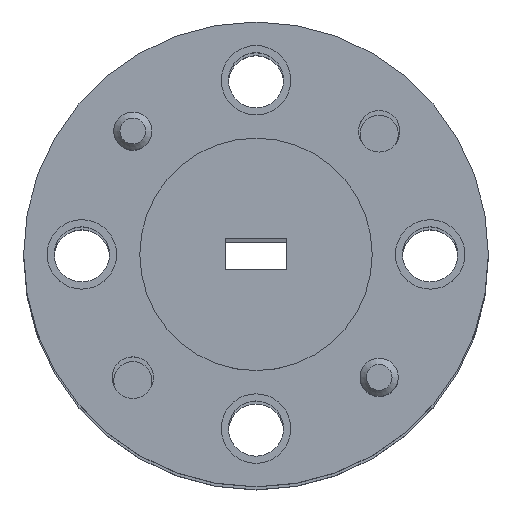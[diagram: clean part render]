
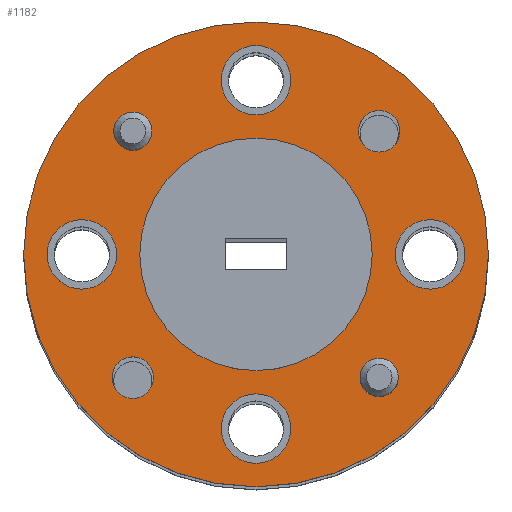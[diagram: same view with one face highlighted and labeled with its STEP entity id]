
A CAD part, top view. The second image highlights one B-rep face of the part: STEP entity #1182.
In plain terms, the highlighted planar face has unit normal (0, 0, 1).
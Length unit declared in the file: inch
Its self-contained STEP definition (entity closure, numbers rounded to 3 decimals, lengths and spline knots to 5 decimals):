
#6 = ORIENTED_EDGE ( 'NONE', *, *, #130, .F. ) ;
#37 = EDGE_CURVE ( 'NONE', #441, #441, #174, .T. ) ;
#39 = ORIENTED_EDGE ( 'NONE', *, *, #1727, .F. ) ;
#62 = VERTEX_POINT ( 'NONE', #2042 ) ;
#85 = CARTESIAN_POINT ( 'NONE',  ( -0.281, 0., 1.47 ) ) ;
#99 = CIRCLE ( 'NONE', #1977, 0.056 ) ;
#102 = DIRECTION ( 'NONE',  ( 1., 0., 0. ) ) ;
#103 = VERTEX_POINT ( 'NONE', #936 ) ;
#130 = EDGE_CURVE ( 'NONE', #103, #103, #99, .T. ) ;
#174 = CIRCLE ( 'NONE', #239, 0.0335 ) ;
#197 = DIRECTION ( 'NONE',  ( 1., 0., 0. ) ) ;
#201 = VERTEX_POINT ( 'NONE', #543 ) ;
#214 = VERTEX_POINT ( 'NONE', #398 ) ;
#239 = AXIS2_PLACEMENT_3D ( 'NONE', #1005, #1480, #1647 ) ;
#252 = DIRECTION ( 'NONE',  ( 0., 0., 1. ) ) ;
#266 = FACE_BOUND ( 'NONE', #998, .T. ) ;
#305 = CARTESIAN_POINT ( 'NONE',  ( 0., -0.281, 1.47 ) ) ;
#363 = PLANE ( 'NONE',  #1292 ) ;
#369 = CARTESIAN_POINT ( 'NONE',  ( -0.225, 0., 1.47 ) ) ;
#372 = FACE_BOUND ( 'NONE', #585, .T. ) ;
#377 = VERTEX_POINT ( 'NONE', #369 ) ;
#398 = CARTESIAN_POINT ( 'NONE',  ( 0.056, 0.281, 1.47 ) ) ;
#435 = EDGE_LOOP ( 'NONE', ( #1145 ) ) ;
#441 = VERTEX_POINT ( 'NONE', #1133 ) ;
#444 = EDGE_LOOP ( 'NONE', ( #6 ) ) ;
#453 = CARTESIAN_POINT ( 'NONE',  ( 0.1987, 0.1987, 1.47 ) ) ;
#479 = CARTESIAN_POINT ( 'NONE',  ( -0.16795, 0.1987, 1.47 ) ) ;
#495 = CIRCLE ( 'NONE', #2080, 0.056 ) ;
#503 = CARTESIAN_POINT ( 'NONE',  ( 0.281, 0., 1.47 ) ) ;
#516 = ORIENTED_EDGE ( 'NONE', *, *, #1665, .F. ) ;
#525 = FACE_BOUND ( 'NONE', #681, .T. ) ;
#536 = AXIS2_PLACEMENT_3D ( 'NONE', #689, #1484, #2136 ) ;
#543 = CARTESIAN_POINT ( 'NONE',  ( 0.2322, 0.1987, 1.47 ) ) ;
#558 = AXIS2_PLACEMENT_3D ( 'NONE', #2079, #1460, #1247 ) ;
#585 = EDGE_LOOP ( 'NONE', ( #1170 ) ) ;
#593 = FACE_BOUND ( 'NONE', #444, .T. ) ;
#657 = ORIENTED_EDGE ( 'NONE', *, *, #37, .F. ) ;
#681 = EDGE_LOOP ( 'NONE', ( #1118 ) ) ;
#687 = VERTEX_POINT ( 'NONE', #1351 ) ;
#689 = CARTESIAN_POINT ( 'NONE',  ( 0., 0., 1.47 ) ) ;
#700 = CARTESIAN_POINT ( 'NONE',  ( 0., 0., 1.47 ) ) ;
#707 = AXIS2_PLACEMENT_3D ( 'NONE', #305, #1261, #1919 ) ;
#760 = CARTESIAN_POINT ( 'NONE',  ( 0.1987, -0.1987, 1.47 ) ) ;
#779 = EDGE_CURVE ( 'NONE', #1469, #1469, #882, .T. ) ;
#808 = AXIS2_PLACEMENT_3D ( 'NONE', #453, #1926, #102 ) ;
#834 = EDGE_LOOP ( 'NONE', ( #39 ) ) ;
#870 = EDGE_CURVE ( 'NONE', #2134, #2134, #1156, .T. ) ;
#871 = FACE_BOUND ( 'NONE', #834, .T. ) ;
#882 = CIRCLE ( 'NONE', #1078, 0.03075 ) ;
#890 = DIRECTION ( 'NONE',  ( 0., 0., 1. ) ) ;
#900 = ORIENTED_EDGE ( 'NONE', *, *, #1227, .F. ) ;
#936 = CARTESIAN_POINT ( 'NONE',  ( 0.337, 0., 1.47 ) ) ;
#998 = EDGE_LOOP ( 'NONE', ( #657 ) ) ;
#1005 = CARTESIAN_POINT ( 'NONE',  ( -0.1987, -0.1987, 1.47 ) ) ;
#1032 = CARTESIAN_POINT ( 'NONE',  ( 0., 0., 1.47 ) ) ;
#1078 = AXIS2_PLACEMENT_3D ( 'NONE', #760, #1732, #1618 ) ;
#1099 = EDGE_CURVE ( 'NONE', #687, #687, #1702, .T. ) ;
#1100 = EDGE_LOOP ( 'NONE', ( #1688 ) ) ;
#1117 = CIRCLE ( 'NONE', #808, 0.0335 ) ;
#1118 = ORIENTED_EDGE ( 'NONE', *, *, #1099, .F. ) ;
#1133 = CARTESIAN_POINT ( 'NONE',  ( -0.1652, -0.1987, 1.47 ) ) ;
#1145 = ORIENTED_EDGE ( 'NONE', *, *, #870, .F. ) ;
#1156 = CIRCLE ( 'NONE', #558, 0.03075 ) ;
#1170 = ORIENTED_EDGE ( 'NONE', *, *, #779, .F. ) ;
#1176 = DIRECTION ( 'NONE',  ( 1., 0., 0. ) ) ;
#1182 = ADVANCED_FACE ( 'NONE', ( #372, #1577, #1416, #871, #2072, #593, #1751, #266, #525, #1852 ), #363, .T. ) ;
#1193 = CIRCLE ( 'NONE', #707, 0.056 ) ;
#1227 = EDGE_CURVE ( 'NONE', #201, #201, #1117, .T. ) ;
#1247 = DIRECTION ( 'NONE',  ( 1., 0., 0. ) ) ;
#1261 = DIRECTION ( 'NONE',  ( 0., 0., 1. ) ) ;
#1292 = AXIS2_PLACEMENT_3D ( 'NONE', #1032, #1685, #197 ) ;
#1351 = CARTESIAN_POINT ( 'NONE',  ( 0.1875, 0., 1.47 ) ) ;
#1409 = ORIENTED_EDGE ( 'NONE', *, *, #1474, .F. ) ;
#1416 = FACE_BOUND ( 'NONE', #1932, .T. ) ;
#1431 = CIRCLE ( 'NONE', #536, 0.375 ) ;
#1434 = DIRECTION ( 'NONE',  ( 1., 0., 0. ) ) ;
#1460 = DIRECTION ( 'NONE',  ( 0., 0., 1. ) ) ;
#1466 = AXIS2_PLACEMENT_3D ( 'NONE', #700, #890, #1866 ) ;
#1469 = VERTEX_POINT ( 'NONE', #2123 ) ;
#1474 = EDGE_CURVE ( 'NONE', #377, #377, #495, .T. ) ;
#1480 = DIRECTION ( 'NONE',  ( 0., 0., 1. ) ) ;
#1484 = DIRECTION ( 'NONE',  ( 0., 0., 1. ) ) ;
#1577 = FACE_BOUND ( 'NONE', #435, .T. ) ;
#1580 = DIRECTION ( 'NONE',  ( 0., 0., 1. ) ) ;
#1605 = CARTESIAN_POINT ( 'NONE',  ( 0., 0.281, 1.47 ) ) ;
#1618 = DIRECTION ( 'NONE',  ( 1., 0., 0. ) ) ;
#1638 = CIRCLE ( 'NONE', #2017, 0.056 ) ;
#1647 = DIRECTION ( 'NONE',  ( 1., 0., 0. ) ) ;
#1665 = EDGE_CURVE ( 'NONE', #214, #214, #1638, .T. ) ;
#1685 = DIRECTION ( 'NONE',  ( 0., 0., 1. ) ) ;
#1688 = ORIENTED_EDGE ( 'NONE', *, *, #1899, .T. ) ;
#1702 = CIRCLE ( 'NONE', #1466, 0.1875 ) ;
#1727 = EDGE_CURVE ( 'NONE', #2015, #2015, #1193, .T. ) ;
#1732 = DIRECTION ( 'NONE',  ( 0., 0., 1. ) ) ;
#1751 = FACE_BOUND ( 'NONE', #2030, .T. ) ;
#1852 = FACE_OUTER_BOUND ( 'NONE', #1100, .T. ) ;
#1866 = DIRECTION ( 'NONE',  ( 1., 0., 0. ) ) ;
#1869 = EDGE_LOOP ( 'NONE', ( #1409 ) ) ;
#1899 = EDGE_CURVE ( 'NONE', #62, #62, #1431, .T. ) ;
#1919 = DIRECTION ( 'NONE',  ( 1., 0., 0. ) ) ;
#1926 = DIRECTION ( 'NONE',  ( 0., 0., 1. ) ) ;
#1932 = EDGE_LOOP ( 'NONE', ( #516 ) ) ;
#1977 = AXIS2_PLACEMENT_3D ( 'NONE', #503, #2132, #1176 ) ;
#2015 = VERTEX_POINT ( 'NONE', #2032 ) ;
#2017 = AXIS2_PLACEMENT_3D ( 'NONE', #1605, #1580, #1434 ) ;
#2030 = EDGE_LOOP ( 'NONE', ( #900 ) ) ;
#2032 = CARTESIAN_POINT ( 'NONE',  ( 0.056, -0.281, 1.47 ) ) ;
#2042 = CARTESIAN_POINT ( 'NONE',  ( 0.375, 0., 1.47 ) ) ;
#2059 = DIRECTION ( 'NONE',  ( 1., 0., 0. ) ) ;
#2072 = FACE_BOUND ( 'NONE', #1869, .T. ) ;
#2079 = CARTESIAN_POINT ( 'NONE',  ( -0.1987, 0.1987, 1.47 ) ) ;
#2080 = AXIS2_PLACEMENT_3D ( 'NONE', #85, #252, #2059 ) ;
#2123 = CARTESIAN_POINT ( 'NONE',  ( 0.22945, -0.1987, 1.47 ) ) ;
#2132 = DIRECTION ( 'NONE',  ( 0., 0., 1. ) ) ;
#2134 = VERTEX_POINT ( 'NONE', #479 ) ;
#2136 = DIRECTION ( 'NONE',  ( 1., 0., 0. ) ) ;
